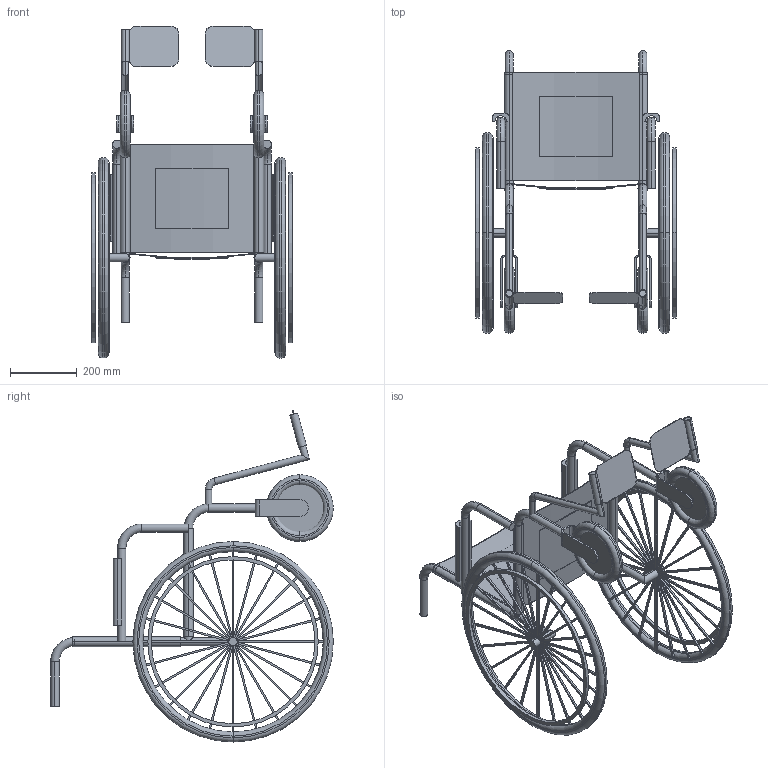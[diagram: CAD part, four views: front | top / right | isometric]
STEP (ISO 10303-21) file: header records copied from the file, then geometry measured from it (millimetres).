
FILE_DESCRIPTION (( 'STEP AP203' ), '1' );
FILE_NAME ('Silla de Ruedas Esquemática (abierta).STEP', '2022-03-11T13:39:42', ( '' ), ( '' ), 'SwSTEP 2.0', 'SolidWorks 2019', '' );
FILE_SCHEMA (( 'CONFIG_CONTROL_DESIGN' ));
Length unit declared in the file: millimetre
Products named in the file (1): Silla de Ruedas Esquemática (abierta)
Bounding box: 600 x 845.83 x 993.77 mm (x, y, z)
Volume: 8267773.9 mm3; surface area: 2432301.7 mm2
Topology: 72 solids, 72 shells, 556 faces, 1162 edges, 752 vertices
Faces by surface type: plane 378, cylinder 130, torus 48
Entity records: 14697 total; most frequent: DIRECTION 2580, CARTESIAN_POINT 2531, ORIENTED_EDGE 2324, EDGE_CURVE 1162, AXIS2_PLACEMENT_3D 881, LINE 818, VECTOR 818, VERTEX_POINT 752
